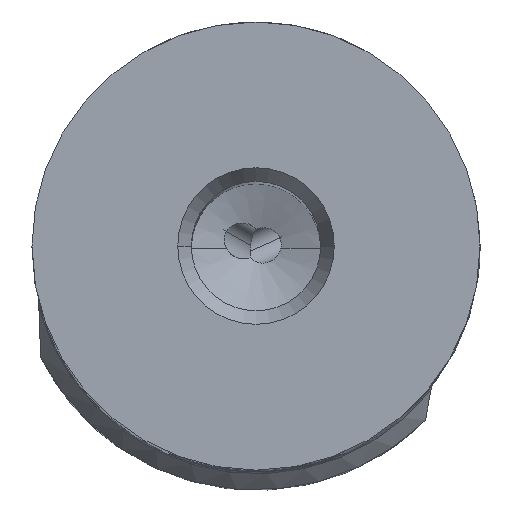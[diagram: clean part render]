
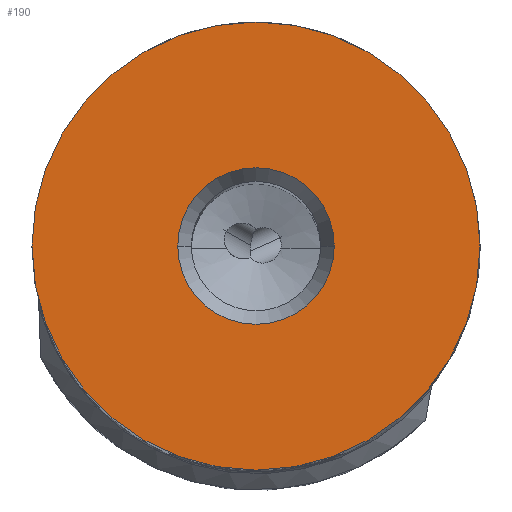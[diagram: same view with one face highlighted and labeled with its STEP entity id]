
A CAD part, top view. The second image highlights one B-rep face of the part: STEP entity #190.
In plain terms, the highlighted planar face has unit normal (0, 0, 1).
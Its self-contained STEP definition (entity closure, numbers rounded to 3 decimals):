
#51=FACE_BOUND('',#446,.T.);
#52=FACE_BOUND('',#447,.T.);
#101=PLANE('',#2106);
#190=ADVANCED_FACE('',(#51,#52),#101,.T.);
#446=EDGE_LOOP('',(#1267,#1268));
#447=EDGE_LOOP('',(#1269,#1270));
#1267=ORIENTED_EDGE('',*,*,#1794,.F.);
#1268=ORIENTED_EDGE('',*,*,#1800,.F.);
#1269=ORIENTED_EDGE('',*,*,#1805,.F.);
#1270=ORIENTED_EDGE('',*,*,#1806,.F.);
#1536=VERTEX_POINT('',#4113);
#1537=VERTEX_POINT('',#4115);
#1546=VERTEX_POINT('',#4137);
#1547=VERTEX_POINT('',#4138);
#1794=EDGE_CURVE('',#1536,#1537,#1903,.T.);
#1800=EDGE_CURVE('',#1537,#1536,#1904,.T.);
#1805=EDGE_CURVE('',#1546,#1547,#1905,.T.);
#1806=EDGE_CURVE('',#1547,#1546,#1906,.T.);
#1903=CIRCLE('',#2096,19.05);
#1904=CIRCLE('',#2100,19.05);
#1905=CIRCLE('',#2104,6.655);
#1906=CIRCLE('',#2105,6.655);
#2096=AXIS2_PLACEMENT_3D('',#4114,#2566,#2567);
#2100=AXIS2_PLACEMENT_3D('',#4126,#2577,#2578);
#2104=AXIS2_PLACEMENT_3D('',#4136,#2587,#2588);
#2105=AXIS2_PLACEMENT_3D('',#4139,#2589,#2590);
#2106=AXIS2_PLACEMENT_3D('',#4140,#2591,#2592);
#2566=DIRECTION('',(0.,0.,-1.));
#2567=DIRECTION('',(1.,0.,0.));
#2577=DIRECTION('',(0.,0.,-1.));
#2578=DIRECTION('',(-1.,0.,0.));
#2587=DIRECTION('',(0.,0.,1.));
#2588=DIRECTION('',(1.,0.,0.));
#2589=DIRECTION('',(0.,0.,1.));
#2590=DIRECTION('',(-1.,0.,0.));
#2591=DIRECTION('',(0.,0.,1.));
#2592=DIRECTION('',(-1.,0.,0.));
#4113=CARTESIAN_POINT('',(19.05,0.,0.));
#4114=CARTESIAN_POINT('',(0.,0.,0.));
#4115=CARTESIAN_POINT('',(-19.05,0.,0.));
#4126=CARTESIAN_POINT('',(0.,0.,0.));
#4136=CARTESIAN_POINT('',(0.,0.,0.));
#4137=CARTESIAN_POINT('',(6.655,0.,0.));
#4138=CARTESIAN_POINT('',(-6.655,0.,0.));
#4139=CARTESIAN_POINT('',(0.,0.,0.));
#4140=CARTESIAN_POINT('',(0.,0.,0.));
